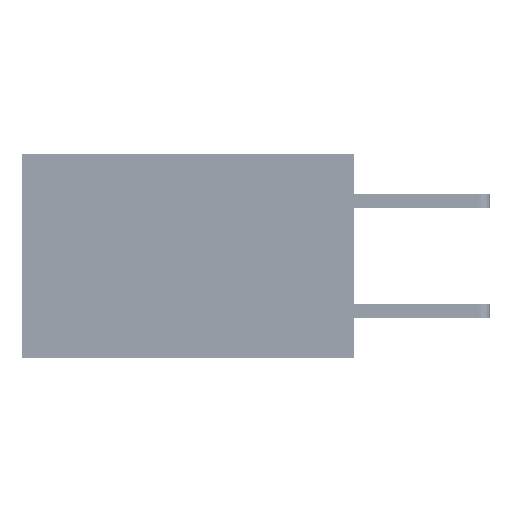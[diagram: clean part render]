
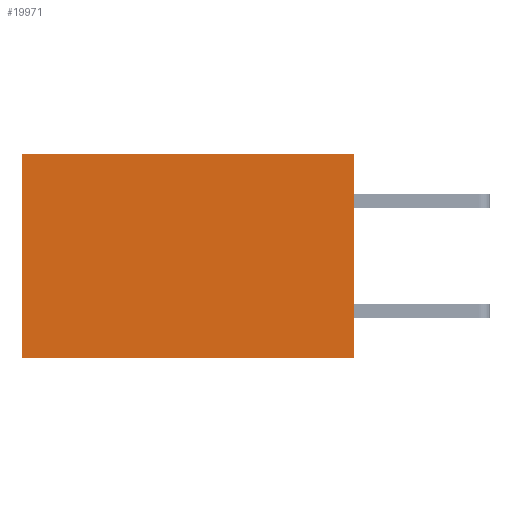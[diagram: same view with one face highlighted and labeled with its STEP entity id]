
A CAD part, left-side view. The second image highlights one B-rep face of the part: STEP entity #19971.
In plain terms, the highlighted planar face has unit normal (-1, 0, 0).
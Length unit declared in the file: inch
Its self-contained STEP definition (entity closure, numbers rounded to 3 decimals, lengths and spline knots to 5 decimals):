
#461 = ORIENTED_EDGE ( 'NONE', *, *, #4480, .T. ) ;
#2122 = DIRECTION ( 'NONE',  ( 0., 0., -1. ) ) ;
#2265 = CARTESIAN_POINT ( 'NONE',  ( 0.2875, 0., 0. ) ) ;
#3005 = LINE ( 'NONE', #12380, #35284 ) ;
#4418 = CARTESIAN_POINT ( 'NONE',  ( 0.2875, 0., 0. ) ) ;
#4480 = EDGE_CURVE ( 'NONE', #19786, #20008, #30083, .T. ) ;
#7049 = ORIENTED_EDGE ( 'NONE', *, *, #31787, .F. ) ;
#7214 = CARTESIAN_POINT ( 'NONE',  ( 0.2875, 0.6, 0. ) ) ;
#8452 = DIRECTION ( 'NONE',  ( 1., 0., 0. ) ) ;
#9000 = DIRECTION ( 'NONE',  ( 0., 0., -1. ) ) ;
#9529 = VERTEX_POINT ( 'NONE', #29545 ) ;
#12380 = CARTESIAN_POINT ( 'NONE',  ( 0.2875, 0., -0.37 ) ) ;
#13325 = CARTESIAN_POINT ( 'NONE',  ( 0.2875, 0., 0. ) ) ;
#14562 = VECTOR ( 'NONE', #2122, 39.37008 ) ;
#14783 = AXIS2_PLACEMENT_3D ( 'NONE', #17784, #8452, #9000 ) ;
#15850 = DIRECTION ( 'NONE',  ( 0., 1., 0. ) ) ;
#17784 = CARTESIAN_POINT ( 'NONE',  ( 0.2875, 0., 0. ) ) ;
#18179 = EDGE_CURVE ( 'NONE', #19786, #19157, #19976, .T. ) ;
#19157 = VERTEX_POINT ( 'NONE', #37651 ) ;
#19786 = VERTEX_POINT ( 'NONE', #13325 ) ;
#19971 = ADVANCED_FACE ( 'NONE', ( #23402 ), #36243, .F. ) ;
#19976 = LINE ( 'NONE', #2265, #14562 ) ;
#20008 = VERTEX_POINT ( 'NONE', #7214 ) ;
#20754 = CARTESIAN_POINT ( 'NONE',  ( 0.2875, 0.6, 0. ) ) ;
#20981 = ORIENTED_EDGE ( 'NONE', *, *, #30799, .T. ) ;
#21484 = LINE ( 'NONE', #20754, #24481 ) ;
#21813 = DIRECTION ( 'NONE',  ( 0., 1., 0. ) ) ;
#23402 = FACE_OUTER_BOUND ( 'NONE', #30956, .T. ) ;
#24230 = DIRECTION ( 'NONE',  ( 0., 0., -1. ) ) ;
#24481 = VECTOR ( 'NONE', #24230, 39.37008 ) ;
#28048 = VECTOR ( 'NONE', #15850, 39.37008 ) ;
#29545 = CARTESIAN_POINT ( 'NONE',  ( 0.2875, 0.6, -0.37 ) ) ;
#30083 = LINE ( 'NONE', #4418, #28048 ) ;
#30799 = EDGE_CURVE ( 'NONE', #20008, #9529, #21484, .T. ) ;
#30956 = EDGE_LOOP ( 'NONE', ( #20981, #7049, #34865, #461 ) ) ;
#31787 = EDGE_CURVE ( 'NONE', #19157, #9529, #3005, .T. ) ;
#34865 = ORIENTED_EDGE ( 'NONE', *, *, #18179, .F. ) ;
#35284 = VECTOR ( 'NONE', #21813, 39.37008 ) ;
#36243 = PLANE ( 'NONE',  #14783 ) ;
#37651 = CARTESIAN_POINT ( 'NONE',  ( 0.2875, 0., -0.37 ) ) ;
